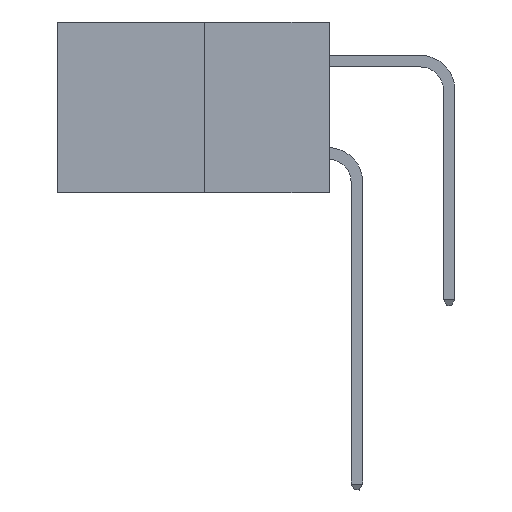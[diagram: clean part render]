
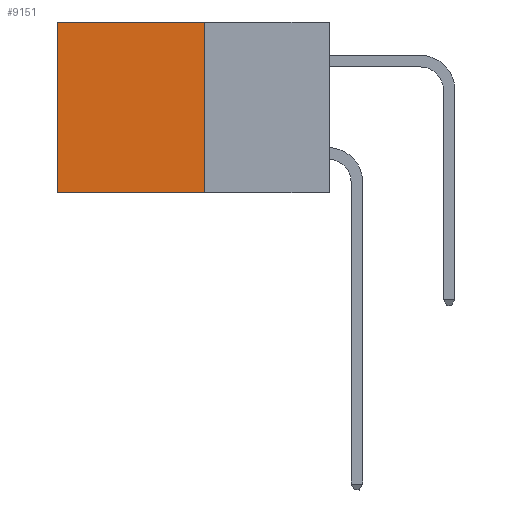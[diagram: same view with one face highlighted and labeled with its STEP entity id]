
A CAD part, left-side view. The second image highlights one B-rep face of the part: STEP entity #9151.
In plain terms, the highlighted planar face has unit normal (-1, 0, 0).
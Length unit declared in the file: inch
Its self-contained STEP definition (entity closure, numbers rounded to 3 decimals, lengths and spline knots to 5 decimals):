
#1714 = LINE ( 'NONE', #17511, #6355 ) ;
#1716 = CARTESIAN_POINT ( 'NONE',  ( 0.277, 0.59, -0.37 ) ) ;
#2456 = CARTESIAN_POINT ( 'NONE',  ( 0.277, 0.27, -0.37 ) ) ;
#2701 = EDGE_CURVE ( 'NONE', #25974, #5318, #9311, .T. ) ;
#2737 = EDGE_CURVE ( 'NONE', #24261, #5318, #25178, .T. ) ;
#3253 = VECTOR ( 'NONE', #4572, 39.37008 ) ;
#3450 = DIRECTION ( 'NONE',  ( 0., 1., 0. ) ) ;
#4015 = DIRECTION ( 'NONE',  ( 0., 0., -1. ) ) ;
#4572 = DIRECTION ( 'NONE',  ( 0., 0., -1. ) ) ;
#5023 = DIRECTION ( 'NONE',  ( 0., 1., 0. ) ) ;
#5318 = VERTEX_POINT ( 'NONE', #1716 ) ;
#5579 = CARTESIAN_POINT ( 'NONE',  ( 0.277, 0.59, -0.37 ) ) ;
#6033 = CARTESIAN_POINT ( 'NONE',  ( 0.277, 0.27, -0.37 ) ) ;
#6333 = VERTEX_POINT ( 'NONE', #17105 ) ;
#6353 = AXIS2_PLACEMENT_3D ( 'NONE', #28827, #17568, #4015 ) ;
#6355 = VECTOR ( 'NONE', #10804, 39.37008 ) ;
#7781 = EDGE_LOOP ( 'NONE', ( #19697, #26134, #13118, #27969 ) ) ;
#9151 = ADVANCED_FACE ( 'NONE', ( #14355 ), #15294, .F. ) ;
#9311 = LINE ( 'NONE', #5579, #3253 ) ;
#9583 = CARTESIAN_POINT ( 'NONE',  ( 0.277, 0.27, 0. ) ) ;
#10804 = DIRECTION ( 'NONE',  ( 0., 0., -1. ) ) ;
#11409 = CARTESIAN_POINT ( 'NONE',  ( 0.277, 0.59, 0. ) ) ;
#13118 = ORIENTED_EDGE ( 'NONE', *, *, #13779, .F. ) ;
#13779 = EDGE_CURVE ( 'NONE', #6333, #24261, #1714, .T. ) ;
#14355 = FACE_OUTER_BOUND ( 'NONE', #7781, .T. ) ;
#14868 = EDGE_CURVE ( 'NONE', #6333, #25974, #20098, .T. ) ;
#15294 = PLANE ( 'NONE',  #6353 ) ;
#17105 = CARTESIAN_POINT ( 'NONE',  ( 0.277, 0.27, 0. ) ) ;
#17511 = CARTESIAN_POINT ( 'NONE',  ( 0.277, 0.27, -0.37 ) ) ;
#17568 = DIRECTION ( 'NONE',  ( 1., 0., 0. ) ) ;
#19207 = VECTOR ( 'NONE', #3450, 39.37008 ) ;
#19381 = VECTOR ( 'NONE', #5023, 39.37008 ) ;
#19697 = ORIENTED_EDGE ( 'NONE', *, *, #2701, .T. ) ;
#20098 = LINE ( 'NONE', #9583, #19381 ) ;
#24261 = VERTEX_POINT ( 'NONE', #6033 ) ;
#25178 = LINE ( 'NONE', #2456, #19207 ) ;
#25974 = VERTEX_POINT ( 'NONE', #11409 ) ;
#26134 = ORIENTED_EDGE ( 'NONE', *, *, #2737, .F. ) ;
#27969 = ORIENTED_EDGE ( 'NONE', *, *, #14868, .T. ) ;
#28827 = CARTESIAN_POINT ( 'NONE',  ( 0.277, 0.27, -0.37 ) ) ;
